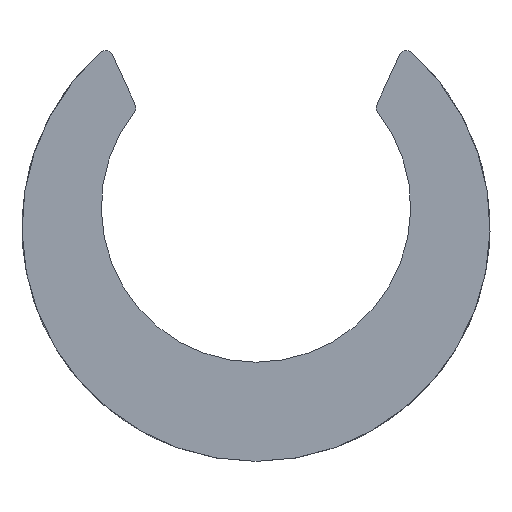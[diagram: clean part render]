
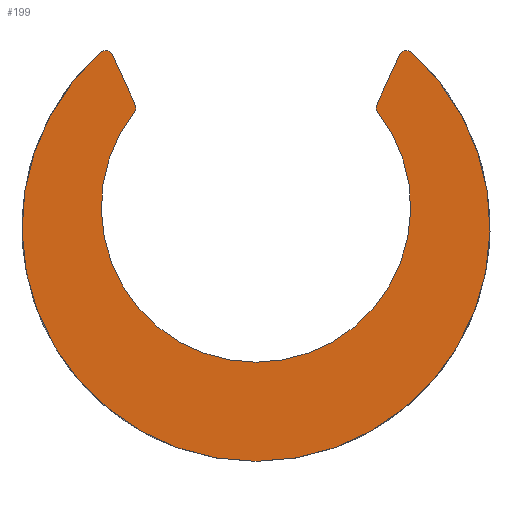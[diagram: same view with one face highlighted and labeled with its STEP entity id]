
A CAD part, front view. The second image highlights one B-rep face of the part: STEP entity #199.
In plain terms, the highlighted planar face has unit normal (0, -1, 0).
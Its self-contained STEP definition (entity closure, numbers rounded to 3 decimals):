
#40 = EDGE_LOOP ( 'NONE', ( #63, #86, #117, #93, #90, #99, #46, #64 ) ) ;
#46 = ORIENTED_EDGE ( 'NONE', *, *, #301, .F. ) ;
#59 = VERTEX_POINT ( 'NONE', #437 ) ;
#60 = VERTEX_POINT ( 'NONE', #422 ) ;
#63 = ORIENTED_EDGE ( 'NONE', *, *, #278, .F. ) ;
#64 = ORIENTED_EDGE ( 'NONE', *, *, #266, .T. ) ;
#67 = VERTEX_POINT ( 'NONE', #423 ) ;
#76 = VERTEX_POINT ( 'NONE', #413 ) ;
#78 = VERTEX_POINT ( 'NONE', #406 ) ;
#80 = VERTEX_POINT ( 'NONE', #404 ) ;
#86 = ORIENTED_EDGE ( 'NONE', *, *, #203, .T. ) ;
#87 = VERTEX_POINT ( 'NONE', #402 ) ;
#88 = VERTEX_POINT ( 'NONE', #401 ) ;
#90 = ORIENTED_EDGE ( 'NONE', *, *, #258, .F. ) ;
#93 = ORIENTED_EDGE ( 'NONE', *, *, #242, .T. ) ;
#99 = ORIENTED_EDGE ( 'NONE', *, *, #292, .T. ) ;
#117 = ORIENTED_EDGE ( 'NONE', *, *, #271, .F. ) ;
#130 = CIRCLE ( 'NONE', #482, 0.2 ) ;
#135 = CIRCLE ( 'NONE', #465, 0.2 ) ;
#141 = CIRCLE ( 'NONE', #458, 0.2 ) ;
#144 = FACE_OUTER_BOUND ( 'NONE', #40, .T. ) ;
#148 = VECTOR ( 'NONE', #370, 1000. ) ;
#150 = LINE ( 'NONE', #364, #148 ) ;
#155 = CIRCLE ( 'NONE', #457, 5.9 ) ;
#166 = VECTOR ( 'NONE', #339, 1000. ) ;
#170 = CIRCLE ( 'NONE', #448, 0.2 ) ;
#172 = LINE ( 'NONE', #340, #166 ) ;
#173 = CIRCLE ( 'NONE', #443, 3.9 ) ;
#199 = ADVANCED_FACE ( 'NONE', ( #144 ), #387, .F. ) ;
#203 = EDGE_CURVE ( 'NONE', #67, #60, #130, .T. ) ;
#242 = EDGE_CURVE ( 'NONE', #80, #76, #135, .T. ) ;
#258 = EDGE_CURVE ( 'NONE', #78, #76, #150, .T. ) ;
#266 = EDGE_CURVE ( 'NONE', #88, #59, #141, .T. ) ;
#271 = EDGE_CURVE ( 'NONE', #80, #60, #155, .T. ) ;
#278 = EDGE_CURVE ( 'NONE', #67, #59, #172, .T. ) ;
#292 = EDGE_CURVE ( 'NONE', #78, #87, #170, .T. ) ;
#301 = EDGE_CURVE ( 'NONE', #88, #87, #173, .T. ) ;
#305 = DIRECTION ( 'NONE',  ( 0., -1., 0. ) ) ;
#310 = DIRECTION ( 'NONE',  ( 0., 0., 1. ) ) ;
#313 = CARTESIAN_POINT ( 'NONE',  ( 0., -0.6, 0. ) ) ;
#321 = DIRECTION ( 'NONE',  ( 0., 0., 1. ) ) ;
#323 = DIRECTION ( 'NONE',  ( 0., -1., 0. ) ) ;
#324 = CARTESIAN_POINT ( 'NONE',  ( 3.233, -0.6, 2.521 ) ) ;
#339 = DIRECTION ( 'NONE',  ( 0.414, 0., -0.91 ) ) ;
#340 = CARTESIAN_POINT ( 'NONE',  ( -3., -0.6, 2.492 ) ) ;
#342 = DIRECTION ( 'NONE',  ( 0., 0., 1. ) ) ;
#344 = DIRECTION ( 'NONE',  ( 0., 1., 0. ) ) ;
#345 = CARTESIAN_POINT ( 'NONE',  ( 0., -0.6, -0.5 ) ) ;
#348 = DIRECTION ( 'NONE',  ( 0., 0., 1. ) ) ;
#350 = DIRECTION ( 'NONE',  ( 0., -1., 0. ) ) ;
#351 = CARTESIAN_POINT ( 'NONE',  ( -3.233, -0.6, 2.521 ) ) ;
#356 = DIRECTION ( 'NONE',  ( 0., -1., 0. ) ) ;
#360 = DIRECTION ( 'NONE',  ( 0., 0., 1. ) ) ;
#361 = CARTESIAN_POINT ( 'NONE',  ( 3.794, -0.6, 3.754 ) ) ;
#364 = CARTESIAN_POINT ( 'NONE',  ( 3., -0.6, 2.492 ) ) ;
#370 = DIRECTION ( 'NONE',  ( 0.414, 0., 0.91 ) ) ;
#374 = DIRECTION ( 'NONE',  ( 0., 0., 1. ) ) ;
#377 = DIRECTION ( 'NONE',  ( 0., -1., 0. ) ) ;
#378 = CARTESIAN_POINT ( 'NONE',  ( -3.794, -0.6, 3.754 ) ) ;
#382 = DIRECTION ( 'NONE',  ( 0., 0., 1. ) ) ;
#386 = DIRECTION ( 'NONE',  ( 0., 1., 0. ) ) ;
#387 = PLANE ( 'NONE',  #469 ) ;
#389 = CARTESIAN_POINT ( 'NONE',  ( 0., -0.6, 0. ) ) ;
#401 = CARTESIAN_POINT ( 'NONE',  ( -3.075, -0.6, 2.398 ) ) ;
#402 = CARTESIAN_POINT ( 'NONE',  ( 3.075, -0.6, 2.398 ) ) ;
#404 = CARTESIAN_POINT ( 'NONE',  ( 3.927, -0.6, 3.903 ) ) ;
#406 = CARTESIAN_POINT ( 'NONE',  ( 3.051, -0.6, 2.604 ) ) ;
#413 = CARTESIAN_POINT ( 'NONE',  ( 3.612, -0.6, 3.837 ) ) ;
#422 = CARTESIAN_POINT ( 'NONE',  ( -3.927, -0.6, 3.903 ) ) ;
#423 = CARTESIAN_POINT ( 'NONE',  ( -3.612, -0.6, 3.837 ) ) ;
#437 = CARTESIAN_POINT ( 'NONE',  ( -3.051, -0.6, 2.604 ) ) ;
#443 = AXIS2_PLACEMENT_3D ( 'NONE', #313, #305, #310 ) ;
#448 = AXIS2_PLACEMENT_3D ( 'NONE', #324, #323, #321 ) ;
#457 = AXIS2_PLACEMENT_3D ( 'NONE', #345, #344, #342 ) ;
#458 = AXIS2_PLACEMENT_3D ( 'NONE', #351, #350, #348 ) ;
#465 = AXIS2_PLACEMENT_3D ( 'NONE', #361, #356, #360 ) ;
#469 = AXIS2_PLACEMENT_3D ( 'NONE', #389, #386, #382 ) ;
#482 = AXIS2_PLACEMENT_3D ( 'NONE', #378, #377, #374 ) ;
